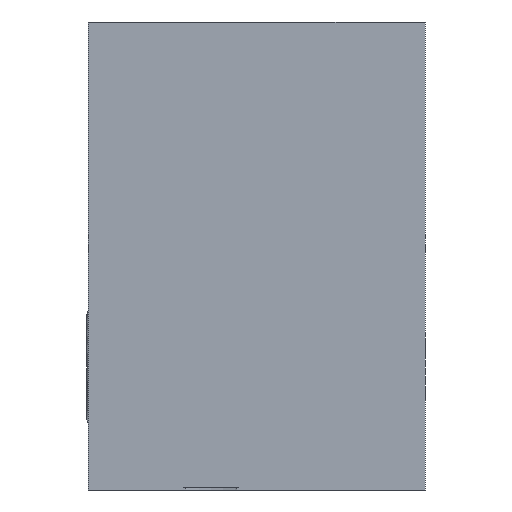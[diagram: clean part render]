
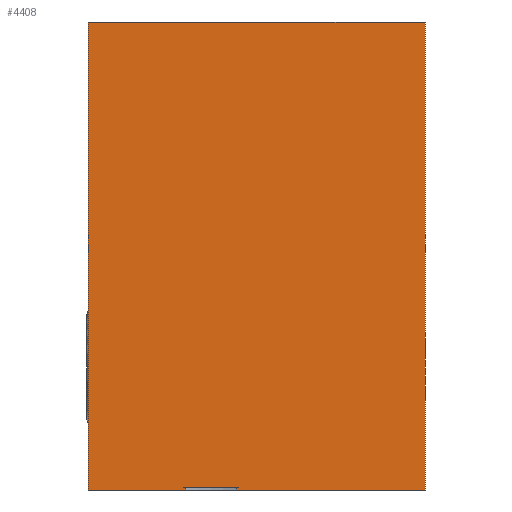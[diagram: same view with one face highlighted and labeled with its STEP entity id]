
A CAD part, left-side view. The second image highlights one B-rep face of the part: STEP entity #4408.
In plain terms, the highlighted planar face has unit normal (-1, 0, 0).
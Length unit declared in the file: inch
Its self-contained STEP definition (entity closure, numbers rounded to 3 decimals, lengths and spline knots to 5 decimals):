
#1=DIRECTION('',(0.,-1.,0.));
#2=VECTOR('',#1,2.20209);
#3=CARTESIAN_POINT('',(0.,-1.73591,0.));
#4=LINE('',#3,#2);
#17=DIRECTION('',(0.,-1.,0.));
#18=VECTOR('',#17,1.14009);
#19=CARTESIAN_POINT('',(0.,0.,0.));
#20=LINE('',#19,#18);
#849=DIRECTION('',(0.,-1.,0.));
#850=VECTOR('',#849,3.938);
#851=CARTESIAN_POINT('',(0.,0.,5.469));
#852=LINE('',#851,#850);
#885=DIRECTION('',(0.,0.,1.));
#886=VECTOR('',#885,0.032);
#887=CARTESIAN_POINT('',(0.,-1.14009,0.));
#888=LINE('',#887,#886);
#889=DIRECTION('',(0.,0.,1.));
#890=VECTOR('',#889,5.469);
#891=CARTESIAN_POINT('',(0.,0.,0.));
#892=LINE('',#891,#890);
#893=DIRECTION('',(0.,0.,1.));
#894=VECTOR('',#893,0.032);
#895=CARTESIAN_POINT('',(0.,-1.73591,0.));
#896=LINE('',#895,#894);
#897=DIRECTION('',(0.,1.,0.));
#898=VECTOR('',#897,0.59582);
#899=CARTESIAN_POINT('',(0.,-1.73591,0.032));
#900=LINE('',#899,#898);
#939=DIRECTION('',(0.,0.,1.));
#940=VECTOR('',#939,5.469);
#941=CARTESIAN_POINT('',(0.,-3.938,0.));
#942=LINE('',#941,#940);
#3473=CARTESIAN_POINT('',(0.,-3.938,0.));
#3475=VERTEX_POINT('',#3473);
#3479=CARTESIAN_POINT('',(0.,0.,0.));
#3480=VERTEX_POINT('',#3479);
#3481=CARTESIAN_POINT('',(0.,0.,5.469));
#3482=CARTESIAN_POINT('',(0.,-3.938,5.469));
#3483=VERTEX_POINT('',#3481);
#3484=VERTEX_POINT('',#3482);
#3668=CARTESIAN_POINT('',(0.,-1.14009,0.));
#3669=CARTESIAN_POINT('',(0.,-1.14009,0.032));
#3670=VERTEX_POINT('',#3668);
#3671=VERTEX_POINT('',#3669);
#3672=CARTESIAN_POINT('',(0.,-1.73591,0.));
#3673=CARTESIAN_POINT('',(0.,-1.73591,0.032));
#3674=VERTEX_POINT('',#3672);
#3675=VERTEX_POINT('',#3673);
#4391=CARTESIAN_POINT('',(0.,0.,0.));
#4392=DIRECTION('',(-1.,0.,0.));
#4393=DIRECTION('',(0.,-1.,0.));
#4394=AXIS2_PLACEMENT_3D('',#4391,#4392,#4393);
#4395=PLANE('',#4394);
#4396=ORIENTED_EDGE('',*,*,#3902,.F.);
#4397=ORIENTED_EDGE('',*,*,#3879,.F.);
#4399=ORIENTED_EDGE('',*,*,#4398,.T.);
#4400=ORIENTED_EDGE('',*,*,#4369,.T.);
#4402=ORIENTED_EDGE('',*,*,#4401,.F.);
#4403=ORIENTED_EDGE('',*,*,#3871,.F.);
#4404=ORIENTED_EDGE('',*,*,#3899,.T.);
#4405=ORIENTED_EDGE('',*,*,#3913,.T.);
#4406=EDGE_LOOP('',(#4396,#4397,#4399,#4400,#4402,#4403,#4404,#4405));
#4407=FACE_OUTER_BOUND('',#4406,.F.);
#4408=ADVANCED_FACE('',(#4407),#4395,.T.);
#3871=EDGE_CURVE('',#3674,#3475,#4,.T.);
#3879=EDGE_CURVE('',#3480,#3670,#20,.T.);
#3899=EDGE_CURVE('',#3674,#3675,#896,.T.);
#3902=EDGE_CURVE('',#3670,#3671,#888,.T.);
#3913=EDGE_CURVE('',#3675,#3671,#900,.T.);
#4369=EDGE_CURVE('',#3483,#3484,#852,.T.);
#4398=EDGE_CURVE('',#3480,#3483,#892,.T.);
#4401=EDGE_CURVE('',#3475,#3484,#942,.T.);
